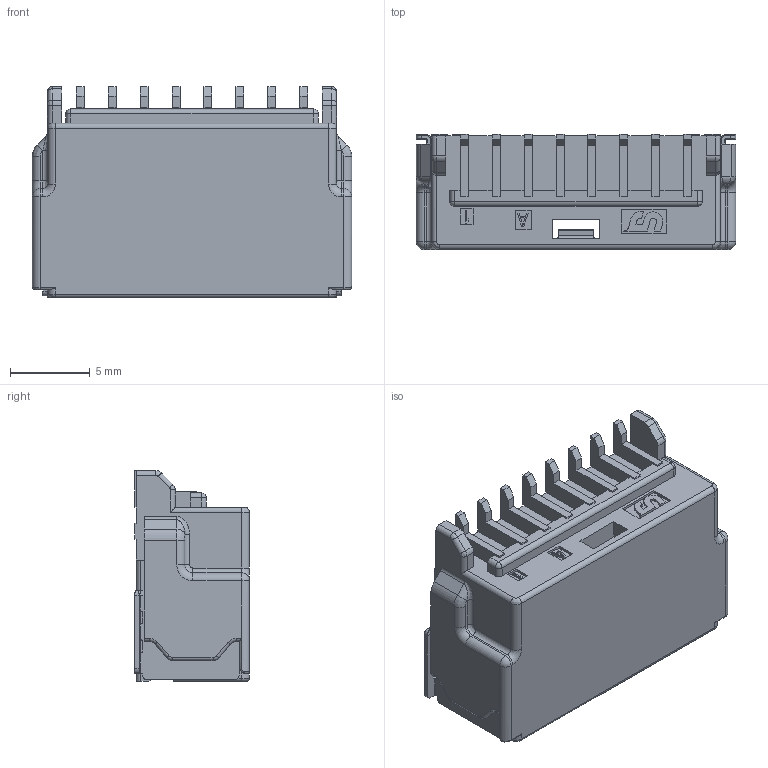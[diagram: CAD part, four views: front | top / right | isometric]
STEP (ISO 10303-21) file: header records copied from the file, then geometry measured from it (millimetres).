
FILE_DESCRIPTION((''),'2;1');
FILE_NAME('CVM_020_D_SMT_8M_H_ASSY','2020-10-16T15:36:38',('drkoo'),(''),'CREO PARAMETRIC BY PTC INC, 2017380','CREO PARAMETRIC BY PTC INC, 2017380','');
FILE_SCHEMA(('CONFIG_CONTROL_DESIGN'));
Length unit declared in the file: millimetre
Products named in the file (1): CVM_020_D_SMT_8M_H_ASSY
Bounding box: 20 x 7.2 x 13.2 mm (x, y, z)
Volume: 722.5 mm3; surface area: 1720.5 mm2
Topology: 1 solids, 1 shells, 865 faces, 2251 edges, 1354 vertices
Faces by surface type: plane 442, cylinder 283, torus 46, cone 34, sphere 34, bspline 26
Entity records: 26630 total; most frequent: CARTESIAN_POINT 5791, ORIENTED_EDGE 4414, DIRECTION 4255, EDGE_CURVE 2207, VECTOR 1505, LINE 1505, AXIS2_PLACEMENT_3D 1375, VERTEX_POINT 1354
